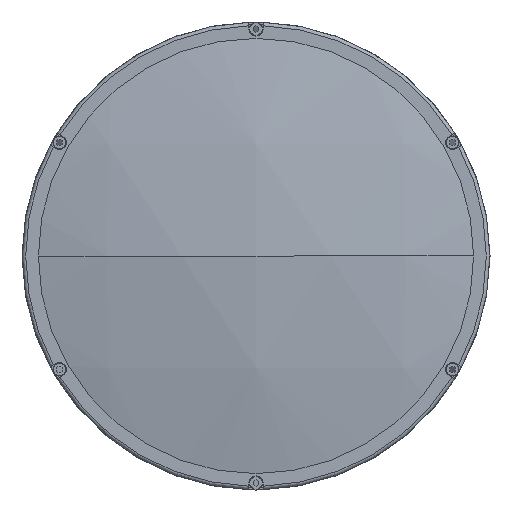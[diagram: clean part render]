
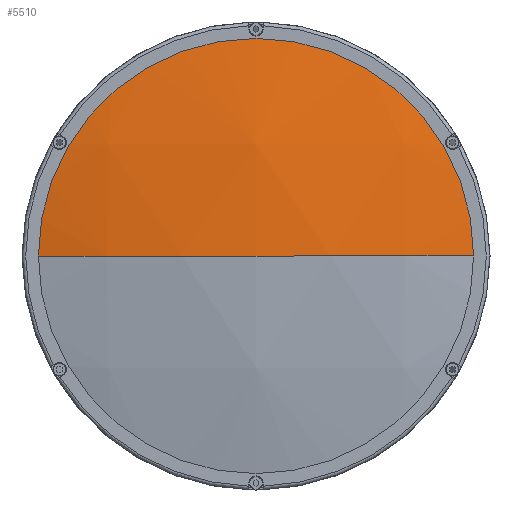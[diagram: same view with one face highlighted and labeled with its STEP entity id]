
A CAD part, left-side view. The second image highlights one B-rep face of the part: STEP entity #5510.
In plain terms, the highlighted spherical face has radius 434.72 mm.
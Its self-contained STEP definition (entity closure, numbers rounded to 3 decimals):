
#206 = CARTESIAN_POINT ( 'NONE',  ( 12.62, 0., 0. ) ) ;
#1002 = AXIS2_PLACEMENT_3D ( 'NONE', #3471, #5362, #3999 ) ;
#1321 = DIRECTION ( 'NONE',  ( -1., 0., 0. ) ) ;
#1340 = VERTEX_POINT ( 'NONE', #2125 ) ;
#1581 = DIRECTION ( 'NONE',  ( 0., 1., 0. ) ) ;
#1629 = AXIS2_PLACEMENT_3D ( 'NONE', #206, #4911, #1581 ) ;
#1633 = ORIENTED_EDGE ( 'NONE', *, *, #2172, .T. ) ;
#1905 = SPHERICAL_SURFACE ( 'NONE', #1002, 434.72 ) ;
#1971 = CIRCLE ( 'NONE', #4257, 434.72 ) ;
#2125 = CARTESIAN_POINT ( 'NONE',  ( -422.1, 0., 0. ) ) ;
#2172 = EDGE_CURVE ( 'NONE', #5376, #1340, #1971, .T. ) ;
#2314 = EDGE_CURVE ( 'NONE', #2975, #5376, #4322, .T. ) ;
#2877 = CARTESIAN_POINT ( 'NONE',  ( 12.62, 0., 0. ) ) ;
#2883 = EDGE_LOOP ( 'NONE', ( #2892, #1633, #5329 ) ) ;
#2892 = ORIENTED_EDGE ( 'NONE', *, *, #2314, .T. ) ;
#2975 = VERTEX_POINT ( 'NONE', #4598 ) ;
#3471 = CARTESIAN_POINT ( 'NONE',  ( 12.62, 0., 0. ) ) ;
#3509 = CIRCLE ( 'NONE', #1629, 434.72 ) ;
#3999 = DIRECTION ( 'NONE',  ( 0., -1., 0. ) ) ;
#4257 = AXIS2_PLACEMENT_3D ( 'NONE', #2877, #4300, #4791 ) ;
#4300 = DIRECTION ( 'NONE',  ( 0., 0., 1. ) ) ;
#4322 = CIRCLE ( 'NONE', #5395, 95. ) ;
#4598 = CARTESIAN_POINT ( 'NONE',  ( -411.593, -95., 0. ) ) ;
#4791 = DIRECTION ( 'NONE',  ( 0., -1., 0. ) ) ;
#4911 = DIRECTION ( 'NONE',  ( 0., 0., -1. ) ) ;
#5103 = DIRECTION ( 'NONE',  ( 0., 0., -1. ) ) ;
#5320 = CARTESIAN_POINT ( 'NONE',  ( -411.593, 95., 0. ) ) ;
#5329 = ORIENTED_EDGE ( 'NONE', *, *, #5679, .F. ) ;
#5362 = DIRECTION ( 'NONE',  ( 0., 0., 1. ) ) ;
#5376 = VERTEX_POINT ( 'NONE', #5320 ) ;
#5395 = AXIS2_PLACEMENT_3D ( 'NONE', #6058, #1321, #5103 ) ;
#5510 = ADVANCED_FACE ( 'NONE', ( #5725 ), #1905, .T. ) ;
#5679 = EDGE_CURVE ( 'NONE', #2975, #1340, #3509, .T. ) ;
#5725 = FACE_OUTER_BOUND ( 'NONE', #2883, .T. ) ;
#6058 = CARTESIAN_POINT ( 'NONE',  ( -411.593, 0., 0. ) ) ;
